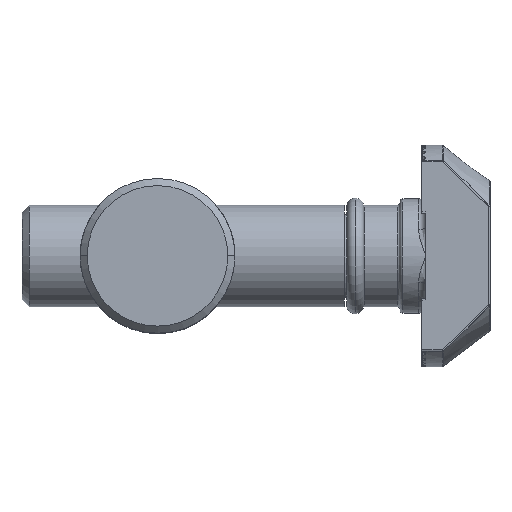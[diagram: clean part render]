
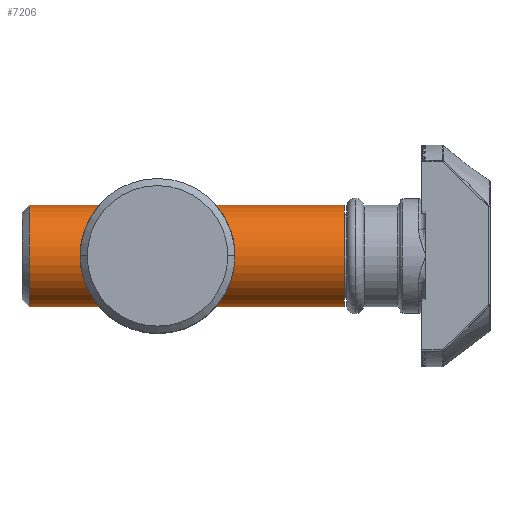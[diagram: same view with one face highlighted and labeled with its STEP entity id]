
A CAD part, top view. The second image highlights one B-rep face of the part: STEP entity #7206.
In plain terms, the highlighted cylindrical face has radius 3.55 mm (diameter 7.1 mm), a partial arc.
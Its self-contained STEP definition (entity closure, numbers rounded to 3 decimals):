
#3146=CARTESIAN_POINT('',(0.,0.5,0.));
#3147=DIRECTION('',(0.,-1.,0.));
#3148=DIRECTION('',(0.,0.,-1.));
#3149=AXIS2_PLACEMENT_3D('',#3146,#3147,#3148);
#3185=DIRECTION('',(0.,1.,0.));
#3186=VECTOR('',#3185,22.1);
#3187=CARTESIAN_POINT('',(0.,0.5,3.55));
#3188=LINE('',#3187,#3186);
#3192=DIRECTION('',(0.,1.,0.));
#3193=VECTOR('',#3192,22.1);
#3194=CARTESIAN_POINT('',(0.,0.5,-3.55));
#3195=LINE('',#3194,#3193);
#3199=CARTESIAN_POINT('',(0.,22.6,0.));
#3200=DIRECTION('',(0.,1.,0.));
#3201=DIRECTION('',(0.,0.,1.));
#3202=AXIS2_PLACEMENT_3D('',#3199,#3200,#3201);
#6732=CARTESIAN_POINT('',(0.,0.5,-3.55));
#6734=VERTEX_POINT('',#6732);
#6769=CARTESIAN_POINT('',(0.,0.5,3.55));
#6770=VERTEX_POINT('',#6769);
#6781=CARTESIAN_POINT('',(0.,22.6,3.55));
#6782=VERTEX_POINT('',#6781);
#6783=CARTESIAN_POINT('',(0.,22.6,-3.55));
#6784=VERTEX_POINT('',#6783);
#7194=CARTESIAN_POINT('',(0.,0.,0.));
#7195=DIRECTION('',(0.,-1.,0.));
#7196=DIRECTION('',(0.,0.,-1.));
#7197=AXIS2_PLACEMENT_3D('',#7194,#7195,#7196);
#7198=CYLINDRICAL_SURFACE('',#7197,3.55);
#7200=ORIENTED_EDGE('',*,*,#7199,.T.);
#7201=ORIENTED_EDGE('',*,*,#7169,.F.);
#7202=ORIENTED_EDGE('',*,*,#7094,.T.);
#7203=ORIENTED_EDGE('',*,*,#7166,.T.);
#7204=EDGE_LOOP('',(#7200,#7201,#7202,#7203));
#7205=FACE_OUTER_BOUND('',#7204,.F.);
#3150=CIRCLE('',#3149,3.55);
#3203=CIRCLE('',#3202,3.55);
#7094=EDGE_CURVE('',#6734,#6770,#3150,.T.);
#7166=EDGE_CURVE('',#6770,#6782,#3188,.T.);
#7169=EDGE_CURVE('',#6734,#6784,#3195,.T.);
#7199=EDGE_CURVE('',#6782,#6784,#3203,.T.);
#7206=ADVANCED_FACE('',(#7205),#7198,.T.);
